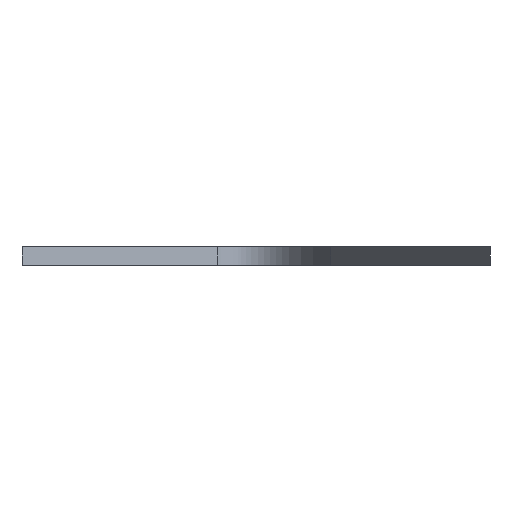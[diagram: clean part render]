
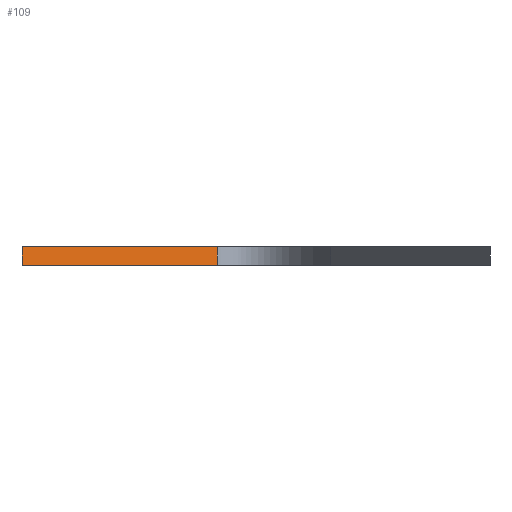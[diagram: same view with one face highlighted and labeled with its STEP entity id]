
A CAD part, front view. The second image highlights one B-rep face of the part: STEP entity #109.
In plain terms, the highlighted planar face has unit normal (0.5, -0.866, 0).
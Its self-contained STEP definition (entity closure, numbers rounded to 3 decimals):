
#31 = EDGE_CURVE ( 'NONE', #237, #308, #146, .T. ) ;
#50 = VECTOR ( 'NONE', #81, 1000. ) ;
#81 = DIRECTION ( 'NONE',  ( 0., 0., -1. ) ) ;
#82 = DIRECTION ( 'NONE',  ( -0.5, 0.866, 0. ) ) ;
#109 = ADVANCED_FACE ( 'NONE', ( #405 ), #418, .F. ) ;
#146 = LINE ( 'NONE', #212, #616 ) ;
#212 = CARTESIAN_POINT ( 'NONE',  ( 18.635, -7.201, 10. ) ) ;
#237 = VERTEX_POINT ( 'NONE', #315 ) ;
#240 = VERTEX_POINT ( 'NONE', #485 ) ;
#256 = DIRECTION ( 'NONE',  ( 0., 0., -1. ) ) ;
#259 = DIRECTION ( 'NONE',  ( 0.866, 0.5, 0. ) ) ;
#263 = DIRECTION ( 'NONE',  ( 0.866, 0.5, 0. ) ) ;
#307 = LINE ( 'NONE', #711, #449 ) ;
#308 = VERTEX_POINT ( 'NONE', #331 ) ;
#315 = CARTESIAN_POINT ( 'NONE',  ( 18.635, -7.201, 10. ) ) ;
#318 = VECTOR ( 'NONE', #263, 1000. ) ;
#331 = CARTESIAN_POINT ( 'NONE',  ( 18.635, -7.201, 0. ) ) ;
#360 = ORIENTED_EDGE ( 'NONE', *, *, #548, .T. ) ;
#400 = EDGE_CURVE ( 'NONE', #240, #620, #631, .T. ) ;
#405 = FACE_OUTER_BOUND ( 'NONE', #635, .T. ) ;
#418 = PLANE ( 'NONE',  #685 ) ;
#419 = LINE ( 'NONE', #537, #318 ) ;
#449 = VECTOR ( 'NONE', #259, 1000. ) ;
#455 = ORIENTED_EDGE ( 'NONE', *, *, #400, .T. ) ;
#465 = CARTESIAN_POINT ( 'NONE',  ( -85.288, -67.2, 10. ) ) ;
#469 = CARTESIAN_POINT ( 'NONE',  ( -85.288, -67.2, 0. ) ) ;
#485 = CARTESIAN_POINT ( 'NONE',  ( -85.288, -67.2, 10. ) ) ;
#522 = EDGE_CURVE ( 'NONE', #240, #237, #419, .T. ) ;
#537 = CARTESIAN_POINT ( 'NONE',  ( -85.288, -67.2, 10. ) ) ;
#548 = EDGE_CURVE ( 'NONE', #620, #308, #307, .T. ) ;
#616 = VECTOR ( 'NONE', #256, 1000. ) ;
#618 = ORIENTED_EDGE ( 'NONE', *, *, #31, .F. ) ;
#620 = VERTEX_POINT ( 'NONE', #469 ) ;
#631 = LINE ( 'NONE', #465, #50 ) ;
#635 = EDGE_LOOP ( 'NONE', ( #360, #618, #690, #455 ) ) ;
#685 = AXIS2_PLACEMENT_3D ( 'NONE', #710, #82, #706 ) ;
#690 = ORIENTED_EDGE ( 'NONE', *, *, #522, .F. ) ;
#706 = DIRECTION ( 'NONE',  ( -0.866, -0.5, 0. ) ) ;
#710 = CARTESIAN_POINT ( 'NONE',  ( -85.288, -67.2, 10. ) ) ;
#711 = CARTESIAN_POINT ( 'NONE',  ( -85.288, -67.2, 0. ) ) ;
